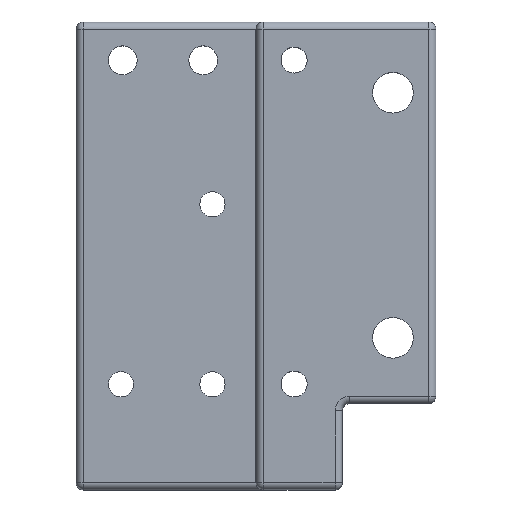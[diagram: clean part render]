
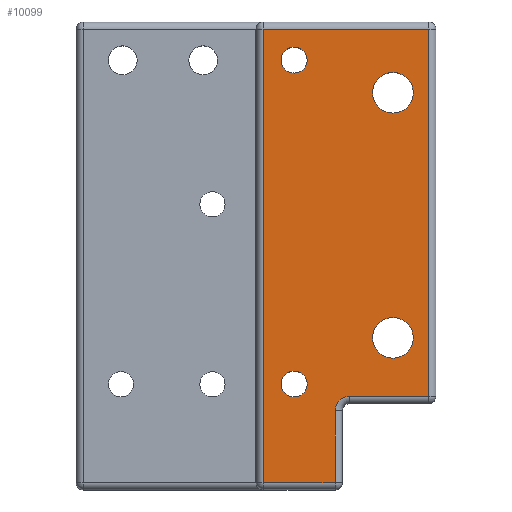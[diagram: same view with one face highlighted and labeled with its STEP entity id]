
A CAD part, top view. The second image highlights one B-rep face of the part: STEP entity #10099.
In plain terms, the highlighted planar face has unit normal (0, 0, 1).
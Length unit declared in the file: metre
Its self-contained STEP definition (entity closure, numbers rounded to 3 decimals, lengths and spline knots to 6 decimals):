
#900=CIRCLE('',#10848,0.0018);
#902=CIRCLE('',#10851,0.0018);
#904=CIRCLE('',#10854,0.002825);
#906=CIRCLE('',#10857,0.002825);
#908=CIRCLE('',#10861,0.002);
#1469=ORIENTED_EDGE('',*,*,#4625,.T.);
#1470=ORIENTED_EDGE('',*,*,#4626,.T.);
#1471=ORIENTED_EDGE('',*,*,#4627,.T.);
#1472=ORIENTED_EDGE('',*,*,#4628,.T.);
#1473=ORIENTED_EDGE('',*,*,#4629,.T.);
#1474=ORIENTED_EDGE('',*,*,#4630,.T.);
#1475=ORIENTED_EDGE('',*,*,#4631,.F.);
#1476=ORIENTED_EDGE('',*,*,#4619,.F.);
#1477=ORIENTED_EDGE('',*,*,#4617,.F.);
#1478=ORIENTED_EDGE('',*,*,#4615,.F.);
#1479=ORIENTED_EDGE('',*,*,#4613,.F.);
#4613=EDGE_CURVE('',#6191,#6191,#900,.T.);
#4615=EDGE_CURVE('',#6193,#6193,#902,.T.);
#4617=EDGE_CURVE('',#6195,#6195,#904,.T.);
#4619=EDGE_CURVE('',#6197,#6197,#906,.T.);
#4625=EDGE_CURVE('',#6203,#6204,#7135,.T.);
#4626=EDGE_CURVE('',#6204,#6205,#7136,.T.);
#4627=EDGE_CURVE('',#6205,#6206,#7137,.T.);
#4628=EDGE_CURVE('',#6206,#6207,#7138,.T.);
#4629=EDGE_CURVE('',#6207,#6208,#7139,.F.);
#4630=EDGE_CURVE('',#6208,#6209,#7140,.T.);
#4631=EDGE_CURVE('',#6203,#6209,#908,.T.);
#6191=VERTEX_POINT('',#13905);
#6193=VERTEX_POINT('',#13910);
#6195=VERTEX_POINT('',#13915);
#6197=VERTEX_POINT('',#13920);
#6203=VERTEX_POINT('',#13934);
#6204=VERTEX_POINT('',#13935);
#6205=VERTEX_POINT('',#13937);
#6206=VERTEX_POINT('',#13939);
#6207=VERTEX_POINT('',#13941);
#6208=VERTEX_POINT('',#13943);
#6209=VERTEX_POINT('',#13945);
#7135=LINE('',#13933,#7826);
#7136=LINE('',#13936,#7827);
#7137=LINE('',#13938,#7828);
#7138=LINE('',#13940,#7829);
#7139=LINE('',#13942,#7830);
#7140=LINE('',#13944,#7831);
#7826=VECTOR('',#11680,1.);
#7827=VECTOR('',#11681,1.);
#7828=VECTOR('',#11682,1.);
#7829=VECTOR('',#11683,1.);
#7830=VECTOR('',#11684,1.);
#7831=VECTOR('',#11685,1.);
#8507=EDGE_LOOP('',(#1469,#1470,#1471,#1472,#1473,#1474,#1475));
#8508=EDGE_LOOP('',(#1476));
#8509=EDGE_LOOP('',(#1477));
#8510=EDGE_LOOP('',(#1478));
#8511=EDGE_LOOP('',(#1479));
#9233=FACE_BOUND('',#8507,.T.);
#9234=FACE_BOUND('',#8508,.T.);
#9235=FACE_BOUND('',#8509,.T.);
#9236=FACE_BOUND('',#8510,.T.);
#9237=FACE_BOUND('',#8511,.T.);
#9951=PLANE('',#10860);
#10099=ADVANCED_FACE('',(#9233,#9234,#9235,#9236,#9237),#9951,.T.);
#10848=AXIS2_PLACEMENT_3D('',#13904,#11650,#11651);
#10851=AXIS2_PLACEMENT_3D('',#13909,#11656,#11657);
#10854=AXIS2_PLACEMENT_3D('',#13914,#11662,#11663);
#10857=AXIS2_PLACEMENT_3D('',#13919,#11668,#11669);
#10860=AXIS2_PLACEMENT_3D('',#13932,#11678,#11679);
#10861=AXIS2_PLACEMENT_3D('',#13946,#11686,#11687);
#11650=DIRECTION('',(0.,0.,1.));
#11651=DIRECTION('',(1.,0.,0.));
#11656=DIRECTION('',(0.,0.,1.));
#11657=DIRECTION('',(1.,0.,0.));
#11662=DIRECTION('',(0.,0.,1.));
#11663=DIRECTION('',(1.,0.,0.));
#11668=DIRECTION('',(0.,0.,1.));
#11669=DIRECTION('',(1.,0.,0.));
#11678=DIRECTION('',(0.,0.,1.));
#11679=DIRECTION('',(1.,0.,0.));
#11680=DIRECTION('',(1.,0.,0.));
#11681=DIRECTION('',(0.,1.,0.));
#11682=DIRECTION('',(-1.,0.,0.));
#11683=DIRECTION('',(0.,-1.,0.));
#11684=DIRECTION('',(-1.,0.,0.));
#11685=DIRECTION('',(0.,1.,0.));
#11686=DIRECTION('',(0.,0.,1.));
#11687=DIRECTION('',(1.,0.,0.));
#13904=CARTESIAN_POINT('',(0.006578,-0.020102,0.014));
#13905=CARTESIAN_POINT('',(0.008378,-0.020102,0.014));
#13909=CARTESIAN_POINT('',(0.006578,0.024898,0.014));
#13910=CARTESIAN_POINT('',(0.008378,0.024898,0.014));
#13914=CARTESIAN_POINT('',(0.020303,0.020373,0.014));
#13915=CARTESIAN_POINT('',(0.023128,0.020373,0.014));
#13919=CARTESIAN_POINT('',(0.020303,-0.013677,0.014));
#13920=CARTESIAN_POINT('',(0.023128,-0.013677,0.014));
#13932=CARTESIAN_POINT('',(0.001278,-0.002327,0.014));
#13933=CARTESIAN_POINT('',(0.026278,-0.021802,0.014));
#13934=CARTESIAN_POINT('',(0.014278,-0.021802,0.014));
#13935=CARTESIAN_POINT('',(0.025278,-0.021802,0.014));
#13936=CARTESIAN_POINT('',(0.025278,0.030198,0.014));
#13937=CARTESIAN_POINT('',(0.025278,0.029198,0.014));
#13938=CARTESIAN_POINT('',(0.001278,0.029198,0.014));
#13939=CARTESIAN_POINT('',(0.002278,0.029198,0.014));
#13940=CARTESIAN_POINT('',(0.002278,-0.034802,0.014));
#13941=CARTESIAN_POINT('',(0.002278,-0.033802,0.014));
#13942=CARTESIAN_POINT('',(0.001278,-0.033802,0.014));
#13943=CARTESIAN_POINT('',(0.012278,-0.033802,0.014));
#13944=CARTESIAN_POINT('',(0.012278,-0.022802,0.014));
#13945=CARTESIAN_POINT('',(0.012278,-0.023802,0.014));
#13946=CARTESIAN_POINT('',(0.014278,-0.023802,0.014));
